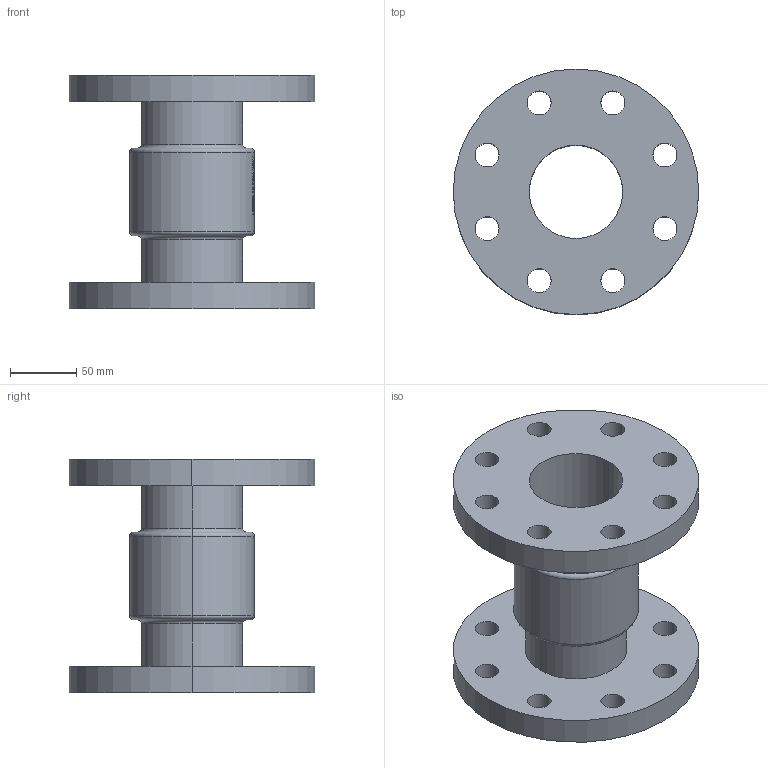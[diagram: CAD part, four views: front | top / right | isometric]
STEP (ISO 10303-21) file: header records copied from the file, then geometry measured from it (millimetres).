
FILE_DESCRIPTION (( 'STEP AP214' ), '1' );
FILE_NAME ('7120000_DN065_PN10_51420234.STEP', '2022-02-14T10:45:17', ( 'axxx' ), ( 'Hewlett-Packard Company' ), 'SwSTEP 2.0', 'SolidWorks 2019', '' );
FILE_SCHEMA (( 'AUTOMOTIVE_DESIGN' ));
Length unit declared in the file: millimetre
Products named in the file (1): 7120000_DN065_PN10_51420234
Bounding box: 185 x 185 x 176 mm (x, y, z)
Volume: 1085348.6 mm3; surface area: 204778.7 mm2
Topology: 1 solids, 1 shells, 547 faces, 1429 edges, 950 vertices
Faces by surface type: plane 253, bspline 222, cylinder 64, torus 8
Entity records: 29493 total; most frequent: CARTESIAN_POINT 17422, ORIENTED_EDGE 2858, DIRECTION 1760, EDGE_CURVE 1429, VERTEX_POINT 950, VECTOR 770, LINE 770, EDGE_LOOP 647
